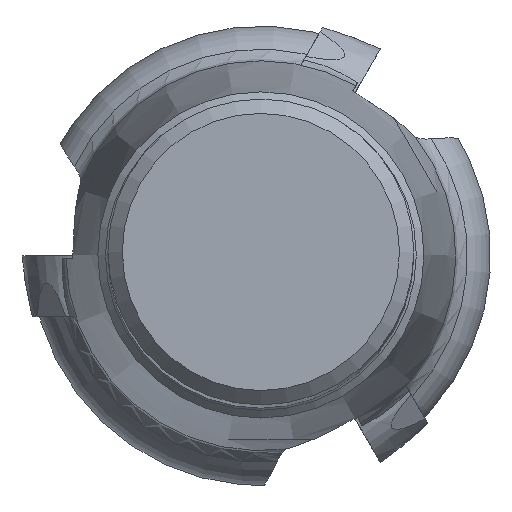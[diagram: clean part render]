
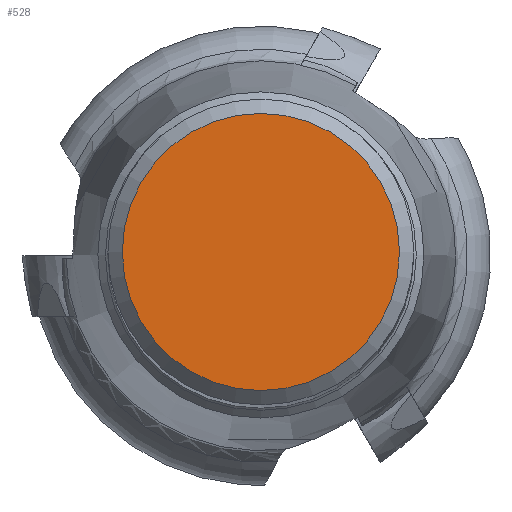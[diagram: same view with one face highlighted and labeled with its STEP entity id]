
A CAD part, top view. The second image highlights one B-rep face of the part: STEP entity #528.
In plain terms, the highlighted planar face has unit normal (0, 0, 1).
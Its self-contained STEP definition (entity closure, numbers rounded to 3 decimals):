
#355=FACE_OUTER_BOUND('',#923,.T.);
#528=ADVANCED_FACE('',(#355),#709,.T.);
#709=PLANE('',#3662);
#923=EDGE_LOOP('',(#1710));
#1163=CIRCLE('',#3660,14.496);
#1710=ORIENTED_EDGE('',*,*,#2952,.F.);
#2603=VERTEX_POINT('',#5567);
#2952=EDGE_CURVE('',#2603,#2603,#1163,.T.);
#3660=AXIS2_PLACEMENT_3D('',#5566,#4149,#4150);
#3662=AXIS2_PLACEMENT_3D('',#5569,#4153,#4154);
#4149=DIRECTION('',(0.,0.,-1.));
#4150=DIRECTION('',(-1.,0.,0.));
#4153=DIRECTION('',(0.,0.,1.));
#4154=DIRECTION('',(1.,0.,0.));
#5566=CARTESIAN_POINT('',(0.,0.,0.));
#5567=CARTESIAN_POINT('',(-14.496,0.,0.));
#5569=CARTESIAN_POINT('',(-14.496,0.,0.));
